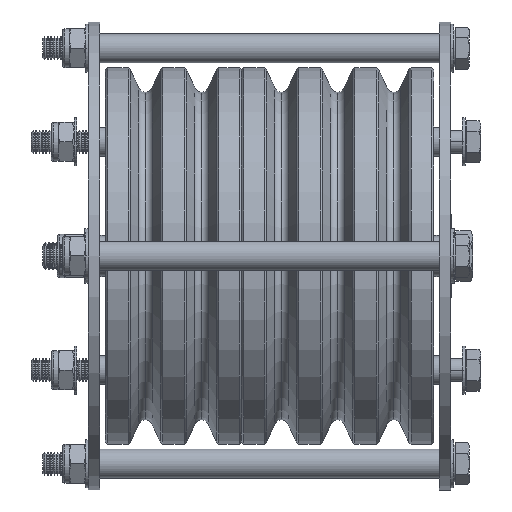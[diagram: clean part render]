
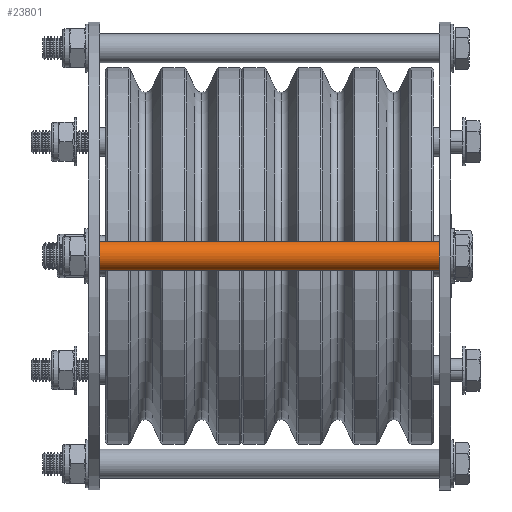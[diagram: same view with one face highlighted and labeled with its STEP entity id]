
A CAD part, front view. The second image highlights one B-rep face of the part: STEP entity #23801.
In plain terms, the highlighted cylindrical face has radius 6.35 mm (diameter 12.7 mm), a partial arc.
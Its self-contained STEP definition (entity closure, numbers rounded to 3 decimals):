
#269 = EDGE_CURVE ( 'NONE', #31387, #49307, #58026, .T. ) ;
#454 = CARTESIAN_POINT ( 'NONE',  ( -6.35, 0., 74.5 ) ) ;
#1546 = CARTESIAN_POINT ( 'NONE',  ( 6.35, 0., -74.5 ) ) ;
#4061 = AXIS2_PLACEMENT_3D ( 'NONE', #42213, #9345, #53395 ) ;
#4441 = ORIENTED_EDGE ( 'NONE', *, *, #4729, .T. ) ;
#4729 = EDGE_CURVE ( 'NONE', #9016, #49307, #70198, .T. ) ;
#8493 = EDGE_CURVE ( 'NONE', #34546, #31387, #21813, .T. ) ;
#9016 = VERTEX_POINT ( 'NONE', #1546 ) ;
#9345 = DIRECTION ( 'NONE',  ( 0., 0., -1. ) ) ;
#10075 = VECTOR ( 'NONE', #63094, 1000. ) ;
#16795 = EDGE_CURVE ( 'NONE', #34546, #9016, #22692, .T. ) ;
#19903 = CYLINDRICAL_SURFACE ( 'NONE', #4061, 6.35 ) ;
#21813 = CIRCLE ( 'NONE', #53472, 6.35 ) ;
#22692 = LINE ( 'NONE', #49281, #68023 ) ;
#23801 = ADVANCED_FACE ( 'NONE', ( #54735 ), #19903, .T. ) ;
#26976 = CARTESIAN_POINT ( 'NONE',  ( 6.35, 0., 74.5 ) ) ;
#27751 = ORIENTED_EDGE ( 'NONE', *, *, #8493, .F. ) ;
#28488 = CARTESIAN_POINT ( 'NONE',  ( -6.35, 0., 74.5 ) ) ;
#30356 = ORIENTED_EDGE ( 'NONE', *, *, #16795, .T. ) ;
#31387 = VERTEX_POINT ( 'NONE', #454 ) ;
#34546 = VERTEX_POINT ( 'NONE', #26976 ) ;
#41055 = DIRECTION ( 'NONE',  ( 0., 0., 1. ) ) ;
#42213 = CARTESIAN_POINT ( 'NONE',  ( 0., 0., 74.5 ) ) ;
#44110 = AXIS2_PLACEMENT_3D ( 'NONE', #67194, #61569, #66458 ) ;
#49281 = CARTESIAN_POINT ( 'NONE',  ( 6.35, 0., 74.5 ) ) ;
#49307 = VERTEX_POINT ( 'NONE', #58187 ) ;
#49762 = DIRECTION ( 'NONE',  ( 0., 0., -1. ) ) ;
#50167 = ORIENTED_EDGE ( 'NONE', *, *, #269, .F. ) ;
#53395 = DIRECTION ( 'NONE',  ( -1., 0., 0. ) ) ;
#53472 = AXIS2_PLACEMENT_3D ( 'NONE', #71516, #41055, #61239 ) ;
#54735 = FACE_OUTER_BOUND ( 'NONE', #55060, .T. ) ;
#55060 = EDGE_LOOP ( 'NONE', ( #27751, #30356, #4441, #50167 ) ) ;
#58026 = LINE ( 'NONE', #28488, #10075 ) ;
#58187 = CARTESIAN_POINT ( 'NONE',  ( -6.35, 0., -74.5 ) ) ;
#61239 = DIRECTION ( 'NONE',  ( 1., 0., 0. ) ) ;
#61569 = DIRECTION ( 'NONE',  ( 0., 0., 1. ) ) ;
#63094 = DIRECTION ( 'NONE',  ( 0., 0., -1. ) ) ;
#66458 = DIRECTION ( 'NONE',  ( 1., 0., 0. ) ) ;
#67194 = CARTESIAN_POINT ( 'NONE',  ( 0., 0., -74.5 ) ) ;
#68023 = VECTOR ( 'NONE', #49762, 1000. ) ;
#70198 = CIRCLE ( 'NONE', #44110, 6.35 ) ;
#71516 = CARTESIAN_POINT ( 'NONE',  ( 0., 0., 74.5 ) ) ;
